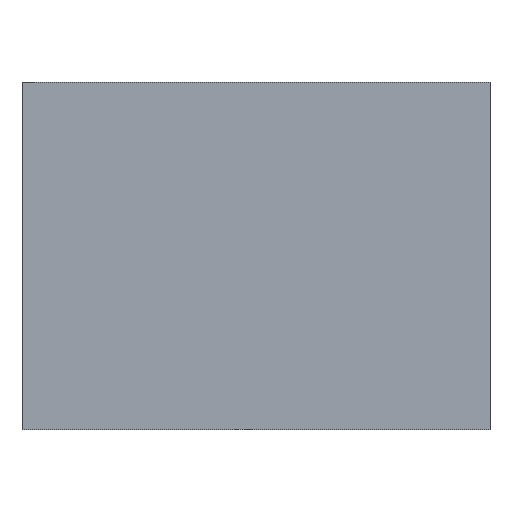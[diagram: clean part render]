
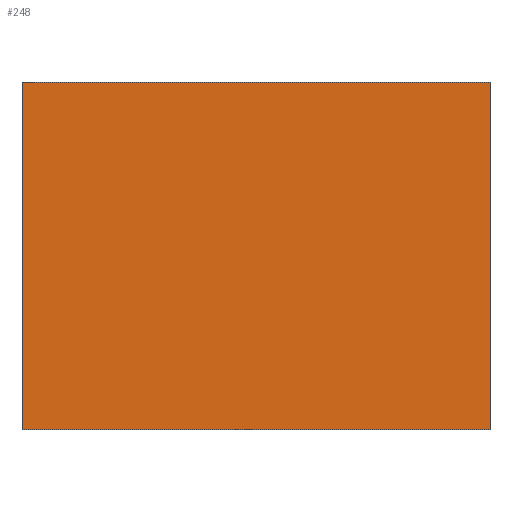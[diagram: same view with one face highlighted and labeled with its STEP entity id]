
A CAD part, left-side view. The second image highlights one B-rep face of the part: STEP entity #248.
In plain terms, the highlighted planar face has unit normal (-1, 0, 0).
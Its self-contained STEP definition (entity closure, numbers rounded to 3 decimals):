
#23 = EDGE_CURVE ( 'NONE', #260, #76, #56, .T. ) ;
#53 = CARTESIAN_POINT ( 'NONE',  ( -185., -350., 520. ) ) ;
#56 = LINE ( 'NONE', #99, #321 ) ;
#63 = ORIENTED_EDGE ( 'NONE', *, *, #477, .T. ) ;
#72 = DIRECTION ( 'NONE',  ( 0., 0., -1. ) ) ;
#76 = VERTEX_POINT ( 'NONE', #475 ) ;
#83 = AXIS2_PLACEMENT_3D ( 'NONE', #219, #186, #72 ) ;
#99 = CARTESIAN_POINT ( 'NONE',  ( -185., -350., 0. ) ) ;
#153 = CARTESIAN_POINT ( 'NONE',  ( -185., 350., 520. ) ) ;
#156 = DIRECTION ( 'NONE',  ( 0., 0., -1. ) ) ;
#158 = LINE ( 'NONE', #448, #284 ) ;
#170 = ORIENTED_EDGE ( 'NONE', *, *, #202, .F. ) ;
#186 = DIRECTION ( 'NONE',  ( 1., 0., 0. ) ) ;
#202 = EDGE_CURVE ( 'NONE', #299, #425, #158, .T. ) ;
#205 = CARTESIAN_POINT ( 'NONE',  ( -185., 350., 520. ) ) ;
#219 = CARTESIAN_POINT ( 'NONE',  ( -185., -350., 520. ) ) ;
#222 = LINE ( 'NONE', #205, #405 ) ;
#248 = ADVANCED_FACE ( 'NONE', ( #385 ), #375, .F. ) ;
#260 = VERTEX_POINT ( 'NONE', #301 ) ;
#281 = DIRECTION ( 'NONE',  ( 0., 0., -1. ) ) ;
#284 = VECTOR ( 'NONE', #340, 1000. ) ;
#289 = DIRECTION ( 'NONE',  ( 0., -1., 0. ) ) ;
#299 = VERTEX_POINT ( 'NONE', #153 ) ;
#301 = CARTESIAN_POINT ( 'NONE',  ( -185., 350., 0. ) ) ;
#309 = VECTOR ( 'NONE', #156, 1000. ) ;
#314 = CARTESIAN_POINT ( 'NONE',  ( -185., -350., 520. ) ) ;
#321 = VECTOR ( 'NONE', #289, 1000. ) ;
#340 = DIRECTION ( 'NONE',  ( 0., -1., 0. ) ) ;
#374 = ORIENTED_EDGE ( 'NONE', *, *, #23, .T. ) ;
#375 = PLANE ( 'NONE',  #83 ) ;
#380 = EDGE_CURVE ( 'NONE', #425, #76, #406, .T. ) ;
#385 = FACE_OUTER_BOUND ( 'NONE', #415, .T. ) ;
#405 = VECTOR ( 'NONE', #281, 1000. ) ;
#406 = LINE ( 'NONE', #314, #309 ) ;
#415 = EDGE_LOOP ( 'NONE', ( #374, #473, #170, #63 ) ) ;
#425 = VERTEX_POINT ( 'NONE', #53 ) ;
#448 = CARTESIAN_POINT ( 'NONE',  ( -185., -350., 520. ) ) ;
#473 = ORIENTED_EDGE ( 'NONE', *, *, #380, .F. ) ;
#475 = CARTESIAN_POINT ( 'NONE',  ( -185., -350., 0. ) ) ;
#477 = EDGE_CURVE ( 'NONE', #299, #260, #222, .T. ) ;
